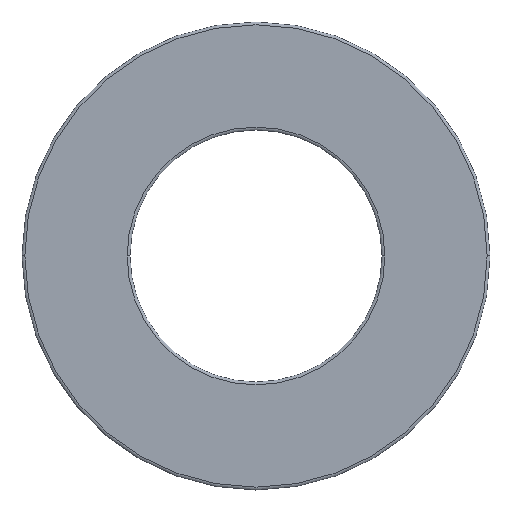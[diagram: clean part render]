
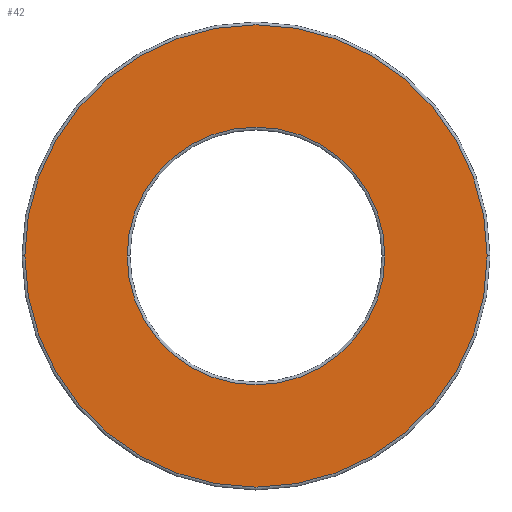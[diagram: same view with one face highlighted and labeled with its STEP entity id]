
A CAD part, top view. The second image highlights one B-rep face of the part: STEP entity #42.
In plain terms, the highlighted planar face has unit normal (0, 0, 1).
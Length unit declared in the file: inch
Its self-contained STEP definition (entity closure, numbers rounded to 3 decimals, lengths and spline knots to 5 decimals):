
#5 = FACE_BOUND ( 'NONE', #226, .T. ) ;
#19 = CARTESIAN_POINT ( 'NONE',  ( 0., 0., 0.016 ) ) ;
#25 = FACE_OUTER_BOUND ( 'NONE', #137, .T. ) ;
#42 = ADVANCED_FACE ( 'NONE', ( #5, #25 ), #238, .T. ) ;
#59 = DIRECTION ( 'NONE',  ( 0., 0., 1. ) ) ;
#63 = VERTEX_POINT ( 'NONE', #320 ) ;
#66 = DIRECTION ( 'NONE',  ( 1., 0., 0. ) ) ;
#67 = EDGE_CURVE ( 'NONE', #63, #315, #342, .T. ) ;
#68 = CIRCLE ( 'NONE', #256, 0.32716 ) ;
#94 = CIRCLE ( 'NONE', #172, 0.32716 ) ;
#118 = CARTESIAN_POINT ( 'NONE',  ( 0., 0., 0.016 ) ) ;
#121 = AXIS2_PLACEMENT_3D ( 'NONE', #267, #124, #218 ) ;
#124 = DIRECTION ( 'NONE',  ( 0., 0., 1. ) ) ;
#136 = CARTESIAN_POINT ( 'NONE',  ( 0., 0., 0.016 ) ) ;
#137 = EDGE_LOOP ( 'NONE', ( #245, #145 ) ) ;
#143 = CARTESIAN_POINT ( 'NONE',  ( 0., 0., 0.016 ) ) ;
#145 = ORIENTED_EDGE ( 'NONE', *, *, #67, .T. ) ;
#165 = CARTESIAN_POINT ( 'NONE',  ( -0.58684, 0., 0.016 ) ) ;
#171 = EDGE_CURVE ( 'NONE', #173, #211, #94, .T. ) ;
#172 = AXIS2_PLACEMENT_3D ( 'NONE', #136, #327, #279 ) ;
#173 = VERTEX_POINT ( 'NONE', #301 ) ;
#175 = AXIS2_PLACEMENT_3D ( 'NONE', #143, #59, #229 ) ;
#187 = DIRECTION ( 'NONE',  ( 0., 0., -1. ) ) ;
#192 = ORIENTED_EDGE ( 'NONE', *, *, #318, .T. ) ;
#205 = AXIS2_PLACEMENT_3D ( 'NONE', #118, #233, #66 ) ;
#210 = CIRCLE ( 'NONE', #175, 0.58684 ) ;
#211 = VERTEX_POINT ( 'NONE', #291 ) ;
#218 = DIRECTION ( 'NONE',  ( 1., 0., 0. ) ) ;
#226 = EDGE_LOOP ( 'NONE', ( #258, #192 ) ) ;
#229 = DIRECTION ( 'NONE',  ( 1., 0., 0. ) ) ;
#233 = DIRECTION ( 'NONE',  ( 0., 0., 1. ) ) ;
#238 = PLANE ( 'NONE',  #121 ) ;
#245 = ORIENTED_EDGE ( 'NONE', *, *, #289, .T. ) ;
#256 = AXIS2_PLACEMENT_3D ( 'NONE', #19, #187, #325 ) ;
#258 = ORIENTED_EDGE ( 'NONE', *, *, #171, .T. ) ;
#267 = CARTESIAN_POINT ( 'NONE',  ( 0., 0., 0.016 ) ) ;
#279 = DIRECTION ( 'NONE',  ( 1., 0., 0. ) ) ;
#289 = EDGE_CURVE ( 'NONE', #315, #63, #210, .T. ) ;
#291 = CARTESIAN_POINT ( 'NONE',  ( -0.32716, 0., 0.016 ) ) ;
#301 = CARTESIAN_POINT ( 'NONE',  ( 0.32716, 0., 0.016 ) ) ;
#315 = VERTEX_POINT ( 'NONE', #165 ) ;
#318 = EDGE_CURVE ( 'NONE', #211, #173, #68, .T. ) ;
#320 = CARTESIAN_POINT ( 'NONE',  ( 0.58684, 0., 0.016 ) ) ;
#325 = DIRECTION ( 'NONE',  ( 1., 0., 0. ) ) ;
#327 = DIRECTION ( 'NONE',  ( 0., 0., -1. ) ) ;
#342 = CIRCLE ( 'NONE', #205, 0.58684 ) ;
